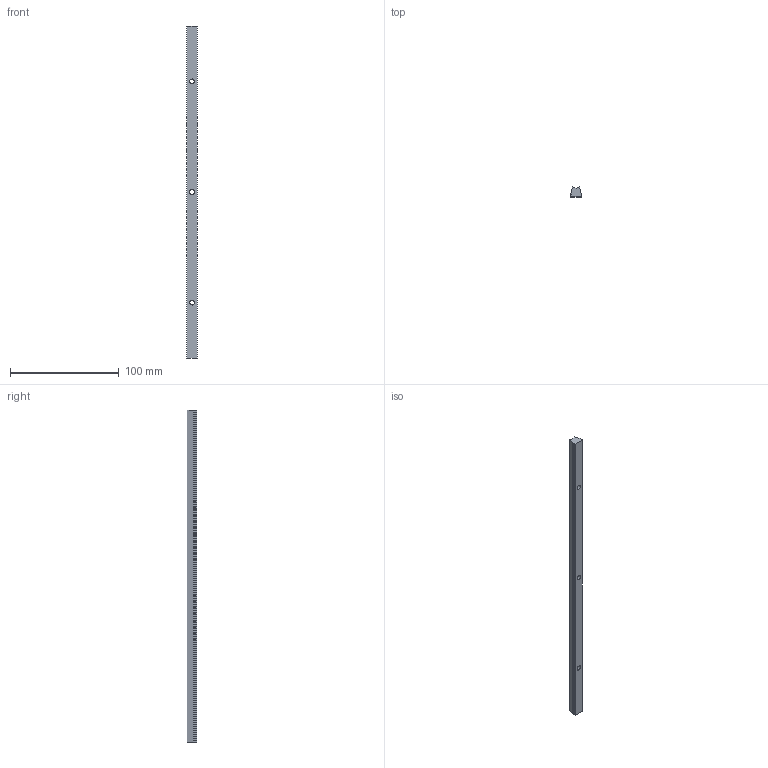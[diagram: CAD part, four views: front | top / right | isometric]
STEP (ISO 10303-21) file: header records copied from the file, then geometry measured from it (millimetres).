
FILE_DESCRIPTION (( 'STEP AP214' ), '1' );
FILE_NAME ('ShaftRailAssembly_451C3297C8.step', '2021-09-28T13:10:59', ( '' ), ( '' ), 'SwSTEP 2.0', 'SolidWorks 2019', '' );
FILE_SCHEMA (( 'AUTOMOTIVE_DESIGN' ));
Length unit declared in the file: inch
Products named in the file (3): ShaftRailAssembly_451C3297C8; daRoIjwTsR_CADModel_0
Assembly tree (1 placements, depth 2):
  ShaftRailAssembly_451C3297C8
    daRoIjwTsR_CADModel_0
  daRoIjwTsR_CADModel_0
Bounding box: 9.4 x 8.66 x 304.8 mm (x, y, z)
Volume: 20686.3 mm3; surface area: 10763.8 mm2
Topology: 1 solids, 1 shells, 18 faces, 51 edges, 32 vertices
Faces by surface type: plane 12, cylinder 6
Entity records: 908 total; most frequent: CARTESIAN_POINT 124, ORIENTED_EDGE 102, DIRECTION 97, EDGE_CURVE 51, LINE 39, VECTOR 39, VERTEX_POINT 32, AXIS2_PLACEMENT_3D 29
